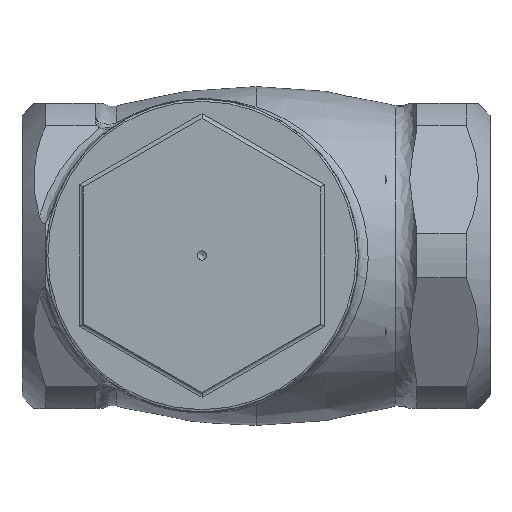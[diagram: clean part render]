
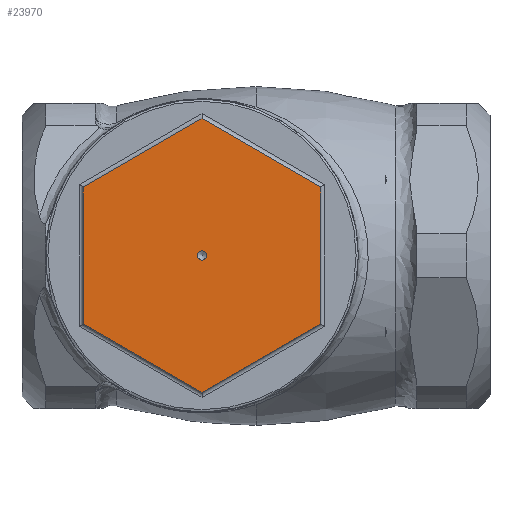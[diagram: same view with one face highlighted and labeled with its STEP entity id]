
A CAD part, top view. The second image highlights one B-rep face of the part: STEP entity #23970.
In plain terms, the highlighted planar face has unit normal (0, 0, 1).
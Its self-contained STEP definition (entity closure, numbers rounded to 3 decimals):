
#23904=CARTESIAN_POINT('',(-68.0,0.,75.9));
#23905=DIRECTION('',(0.0,0.0,1.0));
#23906=DIRECTION('',(1.0,0.0,0.0));
#23907=AXIS2_PLACEMENT_3D('',#23904,#23905,#23906);
#23908=PLANE('',#23907);
#23909=CARTESIAN_POINT('',(-40.,16.166,75.9));
#23910=VERTEX_POINT('',#23909);
#23911=CARTESIAN_POINT('',(-40.,-16.166,75.9));
#23912=VERTEX_POINT('',#23911);
#23913=CARTESIAN_POINT('',(-40.,16.166,75.9));
#23914=DIRECTION('',(0.0,-1.0,0.0));
#23915=VECTOR('',#23914,32.332);
#23916=LINE('',#23913,#23915);
#23917=EDGE_CURVE('',#23910,#23912,#23916,.T.);
#23918=ORIENTED_EDGE('',*,*,#23917,.F.);
#23919=CARTESIAN_POINT('',(-68.,32.332,75.9));
#23920=VERTEX_POINT('',#23919);
#23921=CARTESIAN_POINT('',(-68.,32.332,75.9));
#23922=DIRECTION('',(0.866,-0.5,0.0));
#23923=VECTOR('',#23922,32.332);
#23924=LINE('',#23921,#23923);
#23925=EDGE_CURVE('',#23920,#23910,#23924,.T.);
#23926=ORIENTED_EDGE('',*,*,#23925,.F.);
#23927=CARTESIAN_POINT('',(-96.,16.166,75.9));
#23928=VERTEX_POINT('',#23927);
#23929=CARTESIAN_POINT('',(-96.,16.166,75.9));
#23930=DIRECTION('',(0.866,0.5,0.0));
#23931=VECTOR('',#23930,32.332);
#23932=LINE('',#23929,#23931);
#23933=EDGE_CURVE('',#23928,#23920,#23932,.T.);
#23934=ORIENTED_EDGE('',*,*,#23933,.F.);
#23935=CARTESIAN_POINT('',(-96.,-16.166,75.9));
#23936=VERTEX_POINT('',#23935);
#23937=CARTESIAN_POINT('',(-96.,-16.166,75.9));
#23938=DIRECTION('',(0.0,1.0,0.0));
#23939=VECTOR('',#23938,32.332);
#23940=LINE('',#23937,#23939);
#23941=EDGE_CURVE('',#23936,#23928,#23940,.T.);
#23942=ORIENTED_EDGE('',*,*,#23941,.F.);
#23943=CARTESIAN_POINT('',(-68.,-32.332,75.9));
#23944=VERTEX_POINT('',#23943);
#23945=CARTESIAN_POINT('',(-68.,-32.332,75.9));
#23946=DIRECTION('',(-0.866,0.5,0.0));
#23947=VECTOR('',#23946,32.332);
#23948=LINE('',#23945,#23947);
#23949=EDGE_CURVE('',#23944,#23936,#23948,.T.);
#23950=ORIENTED_EDGE('',*,*,#23949,.F.);
#23951=CARTESIAN_POINT('',(-40.,-16.166,75.9));
#23952=DIRECTION('',(-0.866,-0.5,0.0));
#23953=VECTOR('',#23952,32.332);
#23954=LINE('',#23951,#23953);
#23955=EDGE_CURVE('',#23912,#23944,#23954,.T.);
#23956=ORIENTED_EDGE('',*,*,#23955,.F.);
#23957=EDGE_LOOP('',(#23918,#23926,#23934,#23942,#23950,#23956));
#23958=FACE_OUTER_BOUND('',#23957,.T.);
#23959=CARTESIAN_POINT('',(-66.9,0.0,75.9));
#23960=VERTEX_POINT('',#23959);
#23961=CARTESIAN_POINT('',(-68.0,0.0,75.9));
#23962=DIRECTION('',(0.0,0.0,-1.0));
#23963=DIRECTION('',(1.0,0.0,0.0));
#23964=AXIS2_PLACEMENT_3D('',#23961,#23962,#23963);
#23965=CIRCLE('',#23964,1.1);
#23966=EDGE_CURVE('',#23960,#23960,#23965,.T.);
#23967=ORIENTED_EDGE('',*,*,#23966,.T.);
#23968=EDGE_LOOP('',(#23967));
#23969=FACE_BOUND('',#23968,.T.);
#23970=ADVANCED_FACE('',(#23958,#23969),#23908,.T.);
